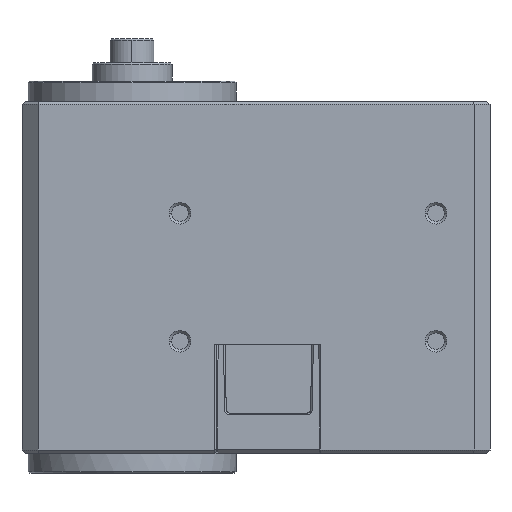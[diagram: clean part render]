
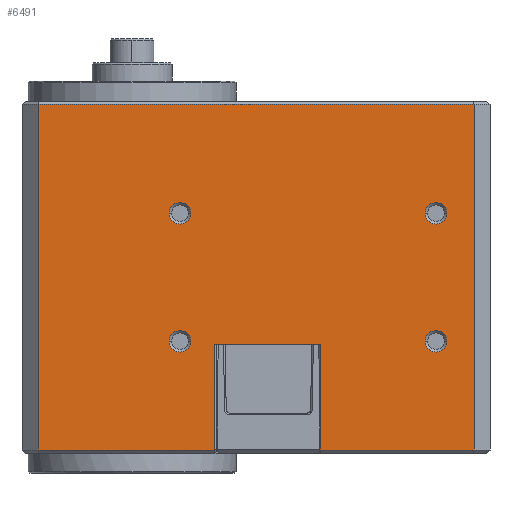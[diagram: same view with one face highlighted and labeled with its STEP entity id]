
A CAD part, left-side view. The second image highlights one B-rep face of the part: STEP entity #6491.
In plain terms, the highlighted planar face has unit normal (-1, 0, 0).
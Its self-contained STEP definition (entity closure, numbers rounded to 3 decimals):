
#468=DIRECTION('',(0.,0.,1.));
#469=VECTOR('',#468,43.2);
#470=CARTESIAN_POINT('',(-16.75,-42.75,-21.6));
#471=LINE('',#470,#469);
#480=DIRECTION('',(0.,-1.,0.));
#481=VECTOR('',#480,19.25);
#482=CARTESIAN_POINT('',(-16.75,-23.5,-21.6));
#483=LINE('',#482,#481);
#697=DIRECTION('',(0.,0.,1.));
#698=VECTOR('',#697,13.2);
#699=CARTESIAN_POINT('',(-16.75,-10.3,-21.6));
#700=LINE('',#699,#698);
#725=DIRECTION('',(0.,-1.,0.));
#726=VECTOR('',#725,22.05);
#727=CARTESIAN_POINT('',(-16.75,11.75,-21.6));
#728=LINE('',#727,#726);
#1282=DIRECTION('',(0.,1.,0.));
#1283=VECTOR('',#1282,54.5);
#1284=CARTESIAN_POINT('',(-16.75,-42.75,21.6));
#1285=LINE('',#1284,#1283);
#1290=DIRECTION('',(0.,0.,1.));
#1291=VECTOR('',#1290,43.2);
#1292=CARTESIAN_POINT('',(-16.75,11.75,-21.6));
#1293=LINE('',#1292,#1291);
#1294=DIRECTION('',(0.,0.,1.));
#1295=VECTOR('',#1294,13.2);
#1296=CARTESIAN_POINT('',(-16.75,-23.5,-21.6));
#1297=LINE('',#1296,#1295);
#1298=DIRECTION('',(0.,1.,0.));
#1299=VECTOR('',#1298,13.2);
#1300=CARTESIAN_POINT('',(-16.75,-23.5,-8.4));
#1301=LINE('',#1300,#1299);
#1302=CARTESIAN_POINT('',(-16.75,-6.,8.));
#1303=DIRECTION('',(-1.,0.,0.));
#1304=DIRECTION('',(0.,1.,0.));
#1305=AXIS2_PLACEMENT_3D('',#1302,#1303,#1304);
#1307=CARTESIAN_POINT('',(-16.75,-6.,8.));
#1308=DIRECTION('',(-1.,0.,0.));
#1309=DIRECTION('',(0.,-1.,0.));
#1310=AXIS2_PLACEMENT_3D('',#1307,#1308,#1309);
#1312=CARTESIAN_POINT('',(-16.75,-38.,-8.));
#1313=DIRECTION('',(-1.,0.,0.));
#1314=DIRECTION('',(0.,1.,0.));
#1315=AXIS2_PLACEMENT_3D('',#1312,#1313,#1314);
#1317=CARTESIAN_POINT('',(-16.75,-38.,-8.));
#1318=DIRECTION('',(-1.,0.,0.));
#1319=DIRECTION('',(0.,-1.,0.));
#1320=AXIS2_PLACEMENT_3D('',#1317,#1318,#1319);
#1322=CARTESIAN_POINT('',(-16.75,-38.,8.));
#1323=DIRECTION('',(-1.,0.,0.));
#1324=DIRECTION('',(0.,1.,0.));
#1325=AXIS2_PLACEMENT_3D('',#1322,#1323,#1324);
#1327=CARTESIAN_POINT('',(-16.75,-38.,8.));
#1328=DIRECTION('',(-1.,0.,0.));
#1329=DIRECTION('',(0.,-1.,0.));
#1330=AXIS2_PLACEMENT_3D('',#1327,#1328,#1329);
#1332=CARTESIAN_POINT('',(-16.75,-6.,-8.));
#1333=DIRECTION('',(-1.,0.,0.));
#1334=DIRECTION('',(0.,1.,0.));
#1335=AXIS2_PLACEMENT_3D('',#1332,#1333,#1334);
#1337=CARTESIAN_POINT('',(-16.75,-6.,-8.));
#1338=DIRECTION('',(-1.,0.,0.));
#1339=DIRECTION('',(0.,-1.,0.));
#1340=AXIS2_PLACEMENT_3D('',#1337,#1338,#1339);
#4082=CARTESIAN_POINT('',(-16.75,-10.3,-21.6));
#4083=VERTEX_POINT('',#4082);
#4084=CARTESIAN_POINT('',(-16.75,11.75,-21.6));
#4085=VERTEX_POINT('',#4084);
#4088=CARTESIAN_POINT('',(-16.75,11.75,21.6));
#4090=VERTEX_POINT('',#4088);
#4356=CARTESIAN_POINT('',(-16.75,-10.3,-8.4));
#4357=VERTEX_POINT('',#4356);
#4358=CARTESIAN_POINT('',(-16.75,-23.5,-8.4));
#4359=VERTEX_POINT('',#4358);
#4372=CARTESIAN_POINT('',(-16.75,-42.75,21.6));
#4373=VERTEX_POINT('',#4372);
#4374=CARTESIAN_POINT('',(-16.75,-42.75,-21.6));
#4375=VERTEX_POINT('',#4374);
#4376=CARTESIAN_POINT('',(-16.75,-23.5,-21.6));
#4377=VERTEX_POINT('',#4376);
#4378=CARTESIAN_POINT('',(-16.75,-4.65,8.));
#4379=CARTESIAN_POINT('',(-16.75,-7.35,8.));
#4380=VERTEX_POINT('',#4378);
#4381=VERTEX_POINT('',#4379);
#4382=CARTESIAN_POINT('',(-16.75,-36.65,-8.));
#4383=CARTESIAN_POINT('',(-16.75,-39.35,-8.));
#4384=VERTEX_POINT('',#4382);
#4385=VERTEX_POINT('',#4383);
#4386=CARTESIAN_POINT('',(-16.75,-36.65,8.));
#4387=CARTESIAN_POINT('',(-16.75,-39.35,8.));
#4388=VERTEX_POINT('',#4386);
#4389=VERTEX_POINT('',#4387);
#4390=CARTESIAN_POINT('',(-16.75,-4.65,-8.));
#4391=CARTESIAN_POINT('',(-16.75,-7.35,-8.));
#4392=VERTEX_POINT('',#4390);
#4393=VERTEX_POINT('',#4391);
#6451=CARTESIAN_POINT('',(-16.75,13.75,-22.));
#6452=DIRECTION('',(-1.,0.,0.));
#6453=DIRECTION('',(0.,-1.,0.));
#6454=AXIS2_PLACEMENT_3D('',#6451,#6452,#6453);
#6455=PLANE('',#6454);
#6456=ORIENTED_EDGE('',*,*,#5623,.F.);
#6457=ORIENTED_EDGE('',*,*,#5651,.F.);
#6458=ORIENTED_EDGE('',*,*,#5677,.T.);
#6459=ORIENTED_EDGE('',*,*,#6443,.F.);
#6460=ORIENTED_EDGE('',*,*,#5280,.F.);
#6461=ORIENTED_EDGE('',*,*,#5307,.F.);
#6463=ORIENTED_EDGE('',*,*,#6462,.T.);
#6464=ORIENTED_EDGE('',*,*,#5604,.T.);
#6465=EDGE_LOOP('',(#6456,#6457,#6458,#6459,#6460,#6461,#6463,#6464));
#6466=FACE_OUTER_BOUND('',#6465,.F.);
#6468=ORIENTED_EDGE('',*,*,#6467,.T.);
#6470=ORIENTED_EDGE('',*,*,#6469,.T.);
#6471=EDGE_LOOP('',(#6468,#6470));
#6472=FACE_BOUND('',#6471,.F.);
#6474=ORIENTED_EDGE('',*,*,#6473,.T.);
#6476=ORIENTED_EDGE('',*,*,#6475,.T.);
#6477=EDGE_LOOP('',(#6474,#6476));
#6478=FACE_BOUND('',#6477,.F.);
#6480=ORIENTED_EDGE('',*,*,#6479,.T.);
#6482=ORIENTED_EDGE('',*,*,#6481,.T.);
#6483=EDGE_LOOP('',(#6480,#6482));
#6484=FACE_BOUND('',#6483,.F.);
#6486=ORIENTED_EDGE('',*,*,#6485,.T.);
#6488=ORIENTED_EDGE('',*,*,#6487,.T.);
#6489=EDGE_LOOP('',(#6486,#6488));
#6490=FACE_BOUND('',#6489,.F.);
#6491=ADVANCED_FACE('',(#6466,#6472,#6478,#6484,#6490),#6455,.T.);
#1306=CIRCLE('',#1305,1.35);
#1311=CIRCLE('',#1310,1.35);
#1316=CIRCLE('',#1315,1.35);
#1321=CIRCLE('',#1320,1.35);
#1326=CIRCLE('',#1325,1.35);
#1331=CIRCLE('',#1330,1.35);
#1336=CIRCLE('',#1335,1.35);
#1341=CIRCLE('',#1340,1.35);
#5280=EDGE_CURVE('',#4375,#4373,#471,.T.);
#5307=EDGE_CURVE('',#4377,#4375,#483,.T.);
#5604=EDGE_CURVE('',#4359,#4357,#1301,.T.);
#5623=EDGE_CURVE('',#4083,#4357,#700,.T.);
#5651=EDGE_CURVE('',#4085,#4083,#728,.T.);
#5677=EDGE_CURVE('',#4085,#4090,#1293,.T.);
#6443=EDGE_CURVE('',#4373,#4090,#1285,.T.);
#6462=EDGE_CURVE('',#4377,#4359,#1297,.T.);
#6467=EDGE_CURVE('',#4380,#4381,#1306,.T.);
#6469=EDGE_CURVE('',#4381,#4380,#1311,.T.);
#6473=EDGE_CURVE('',#4384,#4385,#1316,.T.);
#6475=EDGE_CURVE('',#4385,#4384,#1321,.T.);
#6479=EDGE_CURVE('',#4388,#4389,#1326,.T.);
#6481=EDGE_CURVE('',#4389,#4388,#1331,.T.);
#6485=EDGE_CURVE('',#4392,#4393,#1336,.T.);
#6487=EDGE_CURVE('',#4393,#4392,#1341,.T.);
